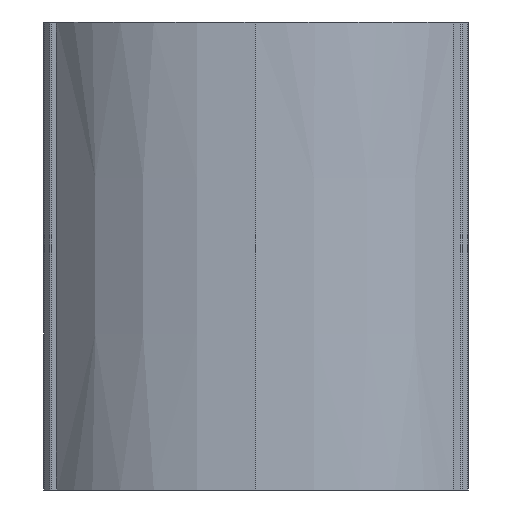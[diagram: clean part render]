
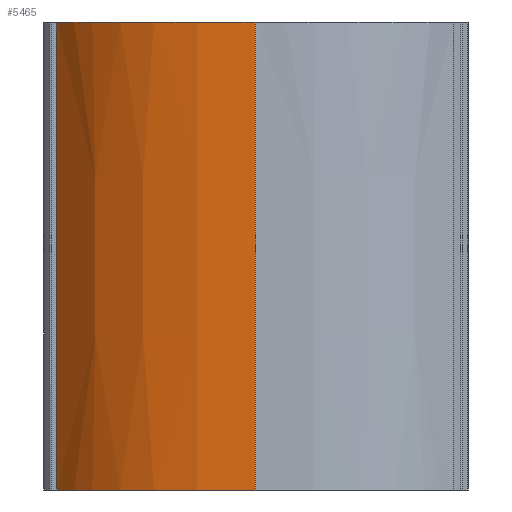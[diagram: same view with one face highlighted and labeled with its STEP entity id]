
A CAD part, front view. The second image highlights one B-rep face of the part: STEP entity #5465.
In plain terms, the highlighted free-form (B-spline) face has degree [3, 3] with [7, 4] control points.
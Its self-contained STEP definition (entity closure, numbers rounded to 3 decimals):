
#5393=CARTESIAN_POINT('Control Point',(-0.475,19.999,-52.)) ;
#5394=CARTESIAN_POINT('Control Point',(-0.475,19.999,-17.333)) ;
#5395=CARTESIAN_POINT('Control Point',(-0.475,19.999,17.333)) ;
#5396=CARTESIAN_POINT('Control Point',(-0.475,19.999,52.)) ;
#5397=CARTESIAN_POINT('Control Point',(4.018,20.022,-52.)) ;
#5398=CARTESIAN_POINT('Control Point',(4.018,20.022,-17.333)) ;
#5399=CARTESIAN_POINT('Control Point',(4.018,20.022,17.333)) ;
#5400=CARTESIAN_POINT('Control Point',(4.018,20.022,52.)) ;
#5401=CARTESIAN_POINT('Control Point',(12.53,19.423,-52.)) ;
#5402=CARTESIAN_POINT('Control Point',(12.53,19.423,-17.333)) ;
#5403=CARTESIAN_POINT('Control Point',(12.53,19.423,17.333)) ;
#5404=CARTESIAN_POINT('Control Point',(12.53,19.423,52.)) ;
#5405=CARTESIAN_POINT('Control Point',(24.156,16.345,-52.)) ;
#5406=CARTESIAN_POINT('Control Point',(24.156,16.345,-17.333)) ;
#5407=CARTESIAN_POINT('Control Point',(24.156,16.345,17.333)) ;
#5408=CARTESIAN_POINT('Control Point',(24.156,16.345,52.)) ;
#5409=CARTESIAN_POINT('Control Point',(34.285,10.916,-52.)) ;
#5410=CARTESIAN_POINT('Control Point',(34.285,10.916,-17.333)) ;
#5411=CARTESIAN_POINT('Control Point',(34.285,10.916,17.333)) ;
#5412=CARTESIAN_POINT('Control Point',(34.285,10.916,52.)) ;
#5413=CARTESIAN_POINT('Control Point',(40.076,5.455,-52.)) ;
#5414=CARTESIAN_POINT('Control Point',(40.076,5.455,-17.333)) ;
#5415=CARTESIAN_POINT('Control Point',(40.076,5.455,17.333)) ;
#5416=CARTESIAN_POINT('Control Point',(40.076,5.455,52.)) ;
#5417=CARTESIAN_POINT('Control Point',(42.644,2.25,-52.)) ;
#5418=CARTESIAN_POINT('Control Point',(42.644,2.25,-17.333)) ;
#5419=CARTESIAN_POINT('Control Point',(42.644,2.25,17.333)) ;
#5420=CARTESIAN_POINT('Control Point',(42.644,2.25,52.)) ;
#5422=CARTESIAN_POINT('Control Point',(0.,20.,-50.)) ;
#5423=CARTESIAN_POINT('Control Point',(4.323,20.,-50.)) ;
#5424=CARTESIAN_POINT('Control Point',(12.67,19.386,-50.)) ;
#5425=CARTESIAN_POINT('Control Point',(24.156,16.345,-50.)) ;
#5426=CARTESIAN_POINT('Control Point',(34.159,10.983,-50.)) ;
#5427=CARTESIAN_POINT('Control Point',(39.859,5.659,-50.)) ;
#5428=CARTESIAN_POINT('Control Point',(42.347,2.617,-50.)) ;
#5429=CARTESIAN_POINT('Vertex',(42.347,2.617,-50.)) ;
#5431=CARTESIAN_POINT('Vertex',(0.,20.,-50.)) ;
#5435=CARTESIAN_POINT('Control Point',(0.,20.,-50.)) ;
#5436=CARTESIAN_POINT('Control Point',(0.,20.,-16.667)) ;
#5437=CARTESIAN_POINT('Control Point',(0.,20.,16.667)) ;
#5438=CARTESIAN_POINT('Control Point',(0.,20.,50.)) ;
#5439=CARTESIAN_POINT('Vertex',(0.,20.,50.)) ;
#5443=CARTESIAN_POINT('Control Point',(0.,20.,50.)) ;
#5444=CARTESIAN_POINT('Control Point',(4.323,20.,50.)) ;
#5445=CARTESIAN_POINT('Control Point',(12.67,19.386,50.)) ;
#5446=CARTESIAN_POINT('Control Point',(24.156,16.345,50.)) ;
#5447=CARTESIAN_POINT('Control Point',(34.159,10.983,50.)) ;
#5448=CARTESIAN_POINT('Control Point',(39.859,5.659,50.)) ;
#5449=CARTESIAN_POINT('Control Point',(42.347,2.617,50.)) ;
#5450=CARTESIAN_POINT('Vertex',(42.347,2.617,50.)) ;
#5454=CARTESIAN_POINT('Control Point',(42.347,2.617,-50.)) ;
#5455=CARTESIAN_POINT('Control Point',(42.347,2.617,-16.667)) ;
#5456=CARTESIAN_POINT('Control Point',(42.347,2.617,16.667)) ;
#5457=CARTESIAN_POINT('Control Point',(42.347,2.617,50.)) ;
#5460=ORIENTED_EDGE('',*,*,#5433,.T.) ;
#5461=ORIENTED_EDGE('',*,*,#5441,.T.) ;
#5462=ORIENTED_EDGE('',*,*,#5452,.F.) ;
#5463=ORIENTED_EDGE('',*,*,#5458,.T.) ;
#5465=ADVANCED_FACE('MANIFOLD_SOLID_BREP #1750',(#5464),#5392,.F.) ;
#5421=B_SPLINE_CURVE_WITH_KNOTS('',3,(#5422,#5423,#5424,#5425,#5426,#5427,#5428),.UNSPECIFIED.,.F.,.U.,(4,1,1,1,4),(0.434,12.572,24.709,36.846,47.999),.UNSPECIFIED.) ;
#5434=B_SPLINE_CURVE_WITH_KNOTS('',3,(#5435,#5436,#5437,#5438),.UNSPECIFIED.,.F.,.U.,(4,4),(0.,100.),.UNSPECIFIED.) ;
#5442=B_SPLINE_CURVE_WITH_KNOTS('',3,(#5443,#5444,#5445,#5446,#5447,#5448,#5449),.UNSPECIFIED.,.F.,.U.,(4,1,1,1,4),(0.434,12.572,24.709,36.846,47.999),.UNSPECIFIED.) ;
#5453=B_SPLINE_CURVE_WITH_KNOTS('',3,(#5454,#5455,#5456,#5457),.UNSPECIFIED.,.F.,.U.,(4,4),(0.,100.),.UNSPECIFIED.) ;
#5392=B_SPLINE_SURFACE_WITH_KNOTS('',3,3,((#5393,#5394,#5395,#5396),(#5397,#5398,#5399,#5400),(#5401,#5402,#5403,#5404),(#5405,#5406,#5407,#5408),(#5409,#5410,#5411,#5412),(#5413,#5414,#5415,#5416),(#5417,#5418,#5419,#5420)),.UNSPECIFIED.,.F.,.F.,.U.,(4,1,1,1,4),(4,4),(-0.009,12.572,24.709,36.846,48.445),(-2.,102.),.UNSPECIFIED.) ;
#5433=EDGE_CURVE('',#5430,#5432,#5421,.F.) ;
#5441=EDGE_CURVE('',#5432,#5440,#5434,.T.) ;
#5452=EDGE_CURVE('',#5451,#5440,#5442,.F.) ;
#5458=EDGE_CURVE('',#5451,#5430,#5453,.F.) ;
#5459=EDGE_LOOP('',(#5460,#5461,#5462,#5463)) ;
#5464=FACE_OUTER_BOUND('',#5459,.T.) ;
#5430=VERTEX_POINT('',#5429) ;
#5432=VERTEX_POINT('',#5431) ;
#5440=VERTEX_POINT('',#5439) ;
#5451=VERTEX_POINT('',#5450) ;
